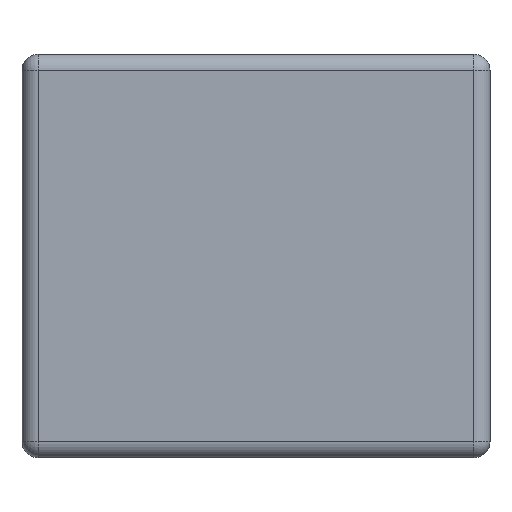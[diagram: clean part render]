
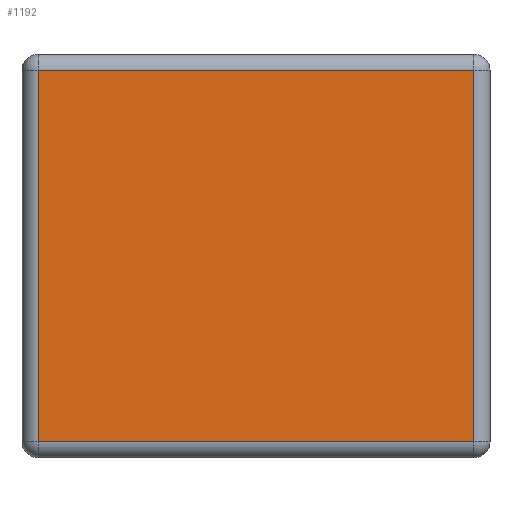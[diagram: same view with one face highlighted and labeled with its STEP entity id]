
A CAD part, left-side view. The second image highlights one B-rep face of the part: STEP entity #1192.
In plain terms, the highlighted planar face has unit normal (-1, 0, 0).
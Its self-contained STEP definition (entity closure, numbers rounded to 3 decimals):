
#25 = DIRECTION ( 'NONE',  ( 1., 0., 0. ) ) ;
#68 = ORIENTED_EDGE ( 'NONE', *, *, #515, .T. ) ;
#170 = DIRECTION ( 'NONE',  ( 0., 0., 1. ) ) ;
#223 = ORIENTED_EDGE ( 'NONE', *, *, #1016, .T. ) ;
#225 = VERTEX_POINT ( 'NONE', #542 ) ;
#243 = LINE ( 'NONE', #630, #1030 ) ;
#288 = EDGE_CURVE ( 'NONE', #1271, #467, #648, .T. ) ;
#410 = PLANE ( 'NONE',  #1057 ) ;
#428 = DIRECTION ( 'NONE',  ( 0., 0., -1. ) ) ;
#467 = VERTEX_POINT ( 'NONE', #604 ) ;
#476 = CARTESIAN_POINT ( 'NONE',  ( -1., 1.4, -0.575 ) ) ;
#515 = EDGE_CURVE ( 'NONE', #1039, #225, #243, .T. ) ;
#542 = CARTESIAN_POINT ( 'NONE',  ( -1., 0.05, -0.575 ) ) ;
#604 = CARTESIAN_POINT ( 'NONE',  ( -1., 1.4, 0.575 ) ) ;
#616 = DIRECTION ( 'NONE',  ( 0., -1., 0. ) ) ;
#630 = CARTESIAN_POINT ( 'NONE',  ( -1., 1.45, -0.575 ) ) ;
#648 = LINE ( 'NONE', #1128, #864 ) ;
#665 = EDGE_CURVE ( 'NONE', #225, #1271, #1127, .T. ) ;
#667 = ORIENTED_EDGE ( 'NONE', *, *, #665, .T. ) ;
#742 = CARTESIAN_POINT ( 'NONE',  ( -1., 0.05, -0.625 ) ) ;
#840 = CARTESIAN_POINT ( 'NONE',  ( -1., 0.05, 0.575 ) ) ;
#843 = ORIENTED_EDGE ( 'NONE', *, *, #288, .T. ) ;
#864 = VECTOR ( 'NONE', #1118, 1000. ) ;
#882 = CARTESIAN_POINT ( 'NONE',  ( -1., 1.4, -0.625 ) ) ;
#910 = CARTESIAN_POINT ( 'NONE',  ( -1., 1.45, -0.625 ) ) ;
#977 = VECTOR ( 'NONE', #1261, 1000. ) ;
#1011 = FACE_OUTER_BOUND ( 'NONE', #1116, .T. ) ;
#1016 = EDGE_CURVE ( 'NONE', #467, #1039, #1168, .T. ) ;
#1030 = VECTOR ( 'NONE', #616, 1000. ) ;
#1039 = VERTEX_POINT ( 'NONE', #476 ) ;
#1057 = AXIS2_PLACEMENT_3D ( 'NONE', #910, #25, #428 ) ;
#1116 = EDGE_LOOP ( 'NONE', ( #223, #68, #667, #843 ) ) ;
#1118 = DIRECTION ( 'NONE',  ( 0., 1., 0. ) ) ;
#1127 = LINE ( 'NONE', #742, #1156 ) ;
#1128 = CARTESIAN_POINT ( 'NONE',  ( -1., 1.45, 0.575 ) ) ;
#1156 = VECTOR ( 'NONE', #170, 1000. ) ;
#1168 = LINE ( 'NONE', #882, #977 ) ;
#1192 = ADVANCED_FACE ( 'NONE', ( #1011 ), #410, .F. ) ;
#1261 = DIRECTION ( 'NONE',  ( 0., 0., -1. ) ) ;
#1271 = VERTEX_POINT ( 'NONE', #840 ) ;
